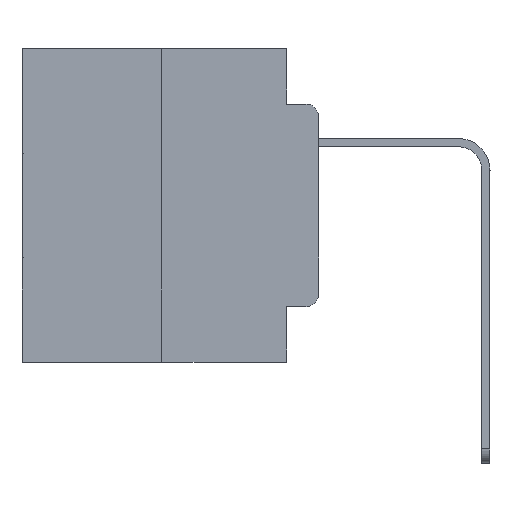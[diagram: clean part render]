
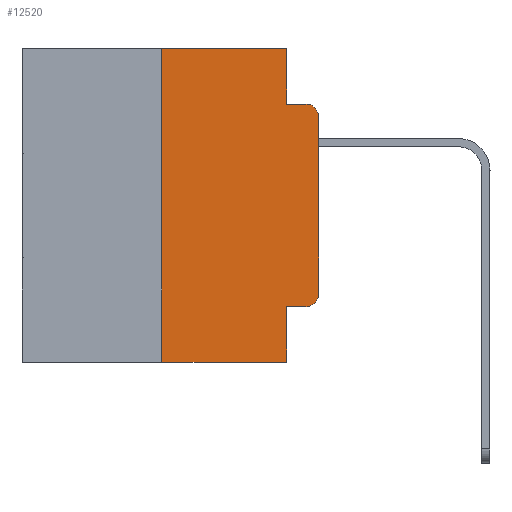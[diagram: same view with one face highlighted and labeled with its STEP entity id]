
A CAD part, left-side view. The second image highlights one B-rep face of the part: STEP entity #12520.
In plain terms, the highlighted planar face has unit normal (-1, 0, 0).
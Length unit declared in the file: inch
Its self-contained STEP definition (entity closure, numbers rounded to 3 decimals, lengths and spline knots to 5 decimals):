
#548 = CARTESIAN_POINT ( 'NONE',  ( 0., 0.25, 0. ) ) ;
#1924 = EDGE_CURVE ( 'NONE', #10022, #22533, #20574, .T. ) ;
#1967 = LINE ( 'NONE', #18668, #27710 ) ;
#2250 = DIRECTION ( 'NONE',  ( 0., 0., -1. ) ) ;
#2256 = LINE ( 'NONE', #10328, #8276 ) ;
#2509 = VECTOR ( 'NONE', #13947, 39.37008 ) ;
#2906 = VERTEX_POINT ( 'NONE', #26448 ) ;
#3159 = LINE ( 'NONE', #6713, #19539 ) ;
#3789 = DIRECTION ( 'NONE',  ( -1., 0., 0. ) ) ;
#4461 = AXIS2_PLACEMENT_3D ( 'NONE', #19327, #8692, #11055 ) ;
#4690 = VERTEX_POINT ( 'NONE', #17764 ) ;
#5007 = PLANE ( 'NONE',  #16707 ) ;
#5169 = ORIENTED_EDGE ( 'NONE', *, *, #1924, .T. ) ;
#5608 = CIRCLE ( 'NONE', #4461, 0.02 ) ;
#5768 = DIRECTION ( 'NONE',  ( 0., 0., 1. ) ) ;
#6633 = CARTESIAN_POINT ( 'NONE',  ( 0., 0., -0.1085 ) ) ;
#6713 = CARTESIAN_POINT ( 'NONE',  ( 0., 0.051, -0.0885 ) ) ;
#7078 = CARTESIAN_POINT ( 'NONE',  ( 0., 0.473, 0. ) ) ;
#7375 = CARTESIAN_POINT ( 'NONE',  ( 0., 0.473, -0.5 ) ) ;
#8276 = VECTOR ( 'NONE', #2250, 39.37008 ) ;
#8692 = DIRECTION ( 'NONE',  ( -1., 0., 0. ) ) ;
#8966 = EDGE_CURVE ( 'NONE', #22951, #21145, #17672, .T. ) ;
#9051 = EDGE_CURVE ( 'NONE', #21145, #16931, #5608, .T. ) ;
#10022 = VERTEX_POINT ( 'NONE', #20778 ) ;
#10328 = CARTESIAN_POINT ( 'NONE',  ( 0., 0.051, 0. ) ) ;
#10396 = CARTESIAN_POINT ( 'NONE',  ( 0., 0.051, -0.4115 ) ) ;
#10959 = EDGE_CURVE ( 'NONE', #25170, #2906, #26301, .T. ) ;
#11005 = LINE ( 'NONE', #19265, #27347 ) ;
#11055 = DIRECTION ( 'NONE',  ( 0., 0., -1. ) ) ;
#11397 = DIRECTION ( 'NONE',  ( 1., 0., 0. ) ) ;
#11987 = VECTOR ( 'NONE', #12721, 39.37008 ) ;
#12109 = EDGE_CURVE ( 'NONE', #16931, #25170, #27105, .T. ) ;
#12520 = ADVANCED_FACE ( 'NONE', ( #22699 ), #5007, .F. ) ;
#12721 = DIRECTION ( 'NONE',  ( 0., -1., 0. ) ) ;
#13416 = EDGE_CURVE ( 'NONE', #4690, #19437, #2256, .T. ) ;
#13425 = ORIENTED_EDGE ( 'NONE', *, *, #8966, .T. ) ;
#13860 = EDGE_CURVE ( 'NONE', #15750, #4690, #22627, .T. ) ;
#13947 = DIRECTION ( 'NONE',  ( 0., -1., 0. ) ) ;
#14300 = CARTESIAN_POINT ( 'NONE',  ( 0., 0., 0. ) ) ;
#15636 = EDGE_CURVE ( 'NONE', #19437, #2906, #3159, .T. ) ;
#15750 = VERTEX_POINT ( 'NONE', #548 ) ;
#15986 = DIRECTION ( 'NONE',  ( 0., -1., 0. ) ) ;
#16299 = CARTESIAN_POINT ( 'NONE',  ( 0., 0.051, -0.5 ) ) ;
#16466 = EDGE_LOOP ( 'NONE', ( #22196, #22452, #21690, #24633, #27294, #20947, #5169, #22505, #13425, #24113 ) ) ;
#16602 = CARTESIAN_POINT ( 'NONE',  ( 0., 0.02, -0.1085 ) ) ;
#16707 = AXIS2_PLACEMENT_3D ( 'NONE', #19884, #11397, #19982 ) ;
#16931 = VERTEX_POINT ( 'NONE', #27175 ) ;
#17672 = LINE ( 'NONE', #10396, #11987 ) ;
#17764 = CARTESIAN_POINT ( 'NONE',  ( 0., 0.051, 0. ) ) ;
#18668 = CARTESIAN_POINT ( 'NONE',  ( 0., 0.051, 0. ) ) ;
#18756 = DIRECTION ( 'NONE',  ( 0., 0., -1. ) ) ;
#19265 = CARTESIAN_POINT ( 'NONE',  ( 0., 0.25, 0. ) ) ;
#19327 = CARTESIAN_POINT ( 'NONE',  ( 0., 0.02, -0.3915 ) ) ;
#19437 = VERTEX_POINT ( 'NONE', #25558 ) ;
#19539 = VECTOR ( 'NONE', #19725, 39.37008 ) ;
#19551 = DIRECTION ( 'NONE',  ( 0., 0., 1. ) ) ;
#19620 = VECTOR ( 'NONE', #15986, 39.37008 ) ;
#19725 = DIRECTION ( 'NONE',  ( 0., -1., 0. ) ) ;
#19857 = CARTESIAN_POINT ( 'NONE',  ( 0., 0.051, -0.4115 ) ) ;
#19884 = CARTESIAN_POINT ( 'NONE',  ( 0., 0.473, 0. ) ) ;
#19982 = DIRECTION ( 'NONE',  ( 0., 0., -1. ) ) ;
#20100 = EDGE_CURVE ( 'NONE', #22951, #22533, #1967, .T. ) ;
#20574 = LINE ( 'NONE', #7375, #2509 ) ;
#20631 = DIRECTION ( 'NONE',  ( 0., 0., -1. ) ) ;
#20778 = CARTESIAN_POINT ( 'NONE',  ( 0., 0.25, -0.5 ) ) ;
#20896 = EDGE_CURVE ( 'NONE', #10022, #15750, #11005, .T. ) ;
#20947 = ORIENTED_EDGE ( 'NONE', *, *, #20896, .F. ) ;
#21145 = VERTEX_POINT ( 'NONE', #22628 ) ;
#21690 = ORIENTED_EDGE ( 'NONE', *, *, #15636, .F. ) ;
#22196 = ORIENTED_EDGE ( 'NONE', *, *, #12109, .T. ) ;
#22406 = VECTOR ( 'NONE', #5768, 39.37008 ) ;
#22452 = ORIENTED_EDGE ( 'NONE', *, *, #10959, .T. ) ;
#22505 = ORIENTED_EDGE ( 'NONE', *, *, #20100, .F. ) ;
#22533 = VERTEX_POINT ( 'NONE', #16299 ) ;
#22627 = LINE ( 'NONE', #7078, #19620 ) ;
#22628 = CARTESIAN_POINT ( 'NONE',  ( 0., 0.02, -0.4115 ) ) ;
#22699 = FACE_OUTER_BOUND ( 'NONE', #16466, .T. ) ;
#22951 = VERTEX_POINT ( 'NONE', #19857 ) ;
#24113 = ORIENTED_EDGE ( 'NONE', *, *, #9051, .T. ) ;
#24633 = ORIENTED_EDGE ( 'NONE', *, *, #13416, .F. ) ;
#25170 = VERTEX_POINT ( 'NONE', #6633 ) ;
#25558 = CARTESIAN_POINT ( 'NONE',  ( 0., 0.051, -0.0885 ) ) ;
#26301 = CIRCLE ( 'NONE', #27572, 0.02 ) ;
#26448 = CARTESIAN_POINT ( 'NONE',  ( 0., 0.02, -0.0885 ) ) ;
#27105 = LINE ( 'NONE', #14300, #22406 ) ;
#27175 = CARTESIAN_POINT ( 'NONE',  ( 0., 0., -0.3915 ) ) ;
#27294 = ORIENTED_EDGE ( 'NONE', *, *, #13860, .F. ) ;
#27347 = VECTOR ( 'NONE', #19551, 39.37008 ) ;
#27572 = AXIS2_PLACEMENT_3D ( 'NONE', #16602, #3789, #18756 ) ;
#27710 = VECTOR ( 'NONE', #20631, 39.37008 ) ;
